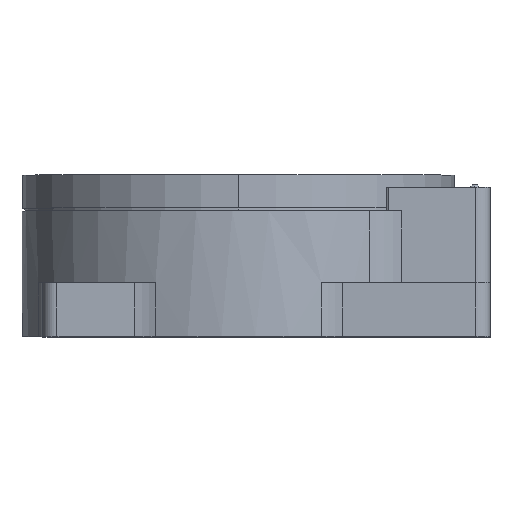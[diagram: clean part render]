
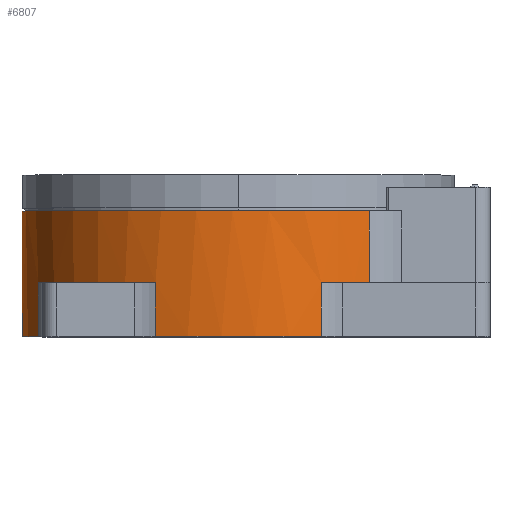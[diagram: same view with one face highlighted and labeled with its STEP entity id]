
A CAD part, top view. The second image highlights one B-rep face of the part: STEP entity #6807.
In plain terms, the highlighted cylindrical face has radius 120.5 mm (diameter 241 mm), a partial arc.
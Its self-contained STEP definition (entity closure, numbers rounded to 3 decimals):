
#200 = CARTESIAN_POINT ( 'NONE',  ( -111.292, 0., -46.198 ) ) ;
#529 = CARTESIAN_POINT ( 'NONE',  ( 0., 30., 0. ) ) ;
#1309 = CARTESIAN_POINT ( 'NONE',  ( -111.292, 30., 46.198 ) ) ;
#1407 = EDGE_LOOP ( 'NONE', ( #17464, #18383, #9189, #17105, #12185, #26508, #15146, #1899, #15779, #6619, #21379, #20091 ) ) ;
#1770 = EDGE_CURVE ( 'NONE', #3975, #6183, #2214, .T. ) ;
#1899 = ORIENTED_EDGE ( 'NONE', *, *, #20161, .T. ) ;
#2137 = VERTEX_POINT ( 'NONE', #27901 ) ;
#2214 = LINE ( 'NONE', #27322, #19238 ) ;
#2347 = DIRECTION ( 'NONE',  ( 0., -1., 0. ) ) ;
#2912 = AXIS2_PLACEMENT_3D ( 'NONE', #9822, #7960, #19465 ) ;
#3132 = DIRECTION ( 'NONE',  ( 0., 0., 1. ) ) ;
#3476 = AXIS2_PLACEMENT_3D ( 'NONE', #31724, #7134, #7439 ) ;
#3832 = CIRCLE ( 'NONE', #7989, 120.5 ) ;
#3934 = VECTOR ( 'NONE', #6651, 1000. ) ;
#3945 = CARTESIAN_POINT ( 'NONE',  ( -46.198, 30., 111.292 ) ) ;
#3969 = AXIS2_PLACEMENT_3D ( 'NONE', #16221, #23719, #19178 ) ;
#3975 = VERTEX_POINT ( 'NONE', #5702 ) ;
#4204 = LINE ( 'NONE', #16429, #3934 ) ;
#4545 = CYLINDRICAL_SURFACE ( 'NONE', #3476, 120.5 ) ;
#4644 = CARTESIAN_POINT ( 'NONE',  ( -111.292, 0., 46.198 ) ) ;
#4731 = EDGE_CURVE ( 'NONE', #28290, #24711, #23447, .T. ) ;
#5160 = DIRECTION ( 'NONE',  ( 0., 1., 0. ) ) ;
#5522 = CIRCLE ( 'NONE', #2912, 120.5 ) ;
#5640 = VERTEX_POINT ( 'NONE', #26350 ) ;
#5702 = CARTESIAN_POINT ( 'NONE',  ( 72.725, 70., 96.08 ) ) ;
#6183 = VERTEX_POINT ( 'NONE', #29371 ) ;
#6619 = ORIENTED_EDGE ( 'NONE', *, *, #7870, .F. ) ;
#6651 = DIRECTION ( 'NONE',  ( 0., -1., 0. ) ) ;
#6807 = ADVANCED_FACE ( 'NONE', ( #21822 ), #4545, .T. ) ;
#7134 = DIRECTION ( 'NONE',  ( 0., -1., 0. ) ) ;
#7439 = DIRECTION ( 'NONE',  ( 0., 0., -1. ) ) ;
#7609 = EDGE_CURVE ( 'NONE', #26389, #11706, #5522, .T. ) ;
#7706 = CARTESIAN_POINT ( 'NONE',  ( 0., 0., 0. ) ) ;
#7829 = AXIS2_PLACEMENT_3D ( 'NONE', #529, #10451, #3132 ) ;
#7870 = EDGE_CURVE ( 'NONE', #14434, #2137, #9087, .T. ) ;
#7960 = DIRECTION ( 'NONE',  ( 0., -1., 0. ) ) ;
#7989 = AXIS2_PLACEMENT_3D ( 'NONE', #7706, #10313, #24992 ) ;
#9087 = LINE ( 'NONE', #19564, #16977 ) ;
#9189 = ORIENTED_EDGE ( 'NONE', *, *, #4731, .F. ) ;
#9544 = DIRECTION ( 'NONE',  ( 0., -1., 0. ) ) ;
#9727 = VECTOR ( 'NONE', #18742, 1000. ) ;
#9753 = VERTEX_POINT ( 'NONE', #4644 ) ;
#9774 = DIRECTION ( 'NONE',  ( 0., -1., 0. ) ) ;
#9822 = CARTESIAN_POINT ( 'NONE',  ( 0., 30., 0. ) ) ;
#9922 = CARTESIAN_POINT ( 'NONE',  ( -111.292, 30., -46.198 ) ) ;
#10248 = CARTESIAN_POINT ( 'NONE',  ( 46.198, 30., 111.292 ) ) ;
#10313 = DIRECTION ( 'NONE',  ( 0., 1., 0. ) ) ;
#10451 = DIRECTION ( 'NONE',  ( 0., -1., 0. ) ) ;
#11706 = VERTEX_POINT ( 'NONE', #1309 ) ;
#12123 = EDGE_CURVE ( 'NONE', #5640, #3975, #18051, .T. ) ;
#12153 = AXIS2_PLACEMENT_3D ( 'NONE', #27446, #2347, #12436 ) ;
#12185 = ORIENTED_EDGE ( 'NONE', *, *, #29214, .T. ) ;
#12436 = DIRECTION ( 'NONE',  ( 0., 0., 1. ) ) ;
#12795 = CARTESIAN_POINT ( 'NONE',  ( 0., 0., 0. ) ) ;
#13318 = EDGE_CURVE ( 'NONE', #30898, #2137, #30040, .T. ) ;
#13389 = DIRECTION ( 'NONE',  ( 0., -1., 0. ) ) ;
#13549 = CARTESIAN_POINT ( 'NONE',  ( -46.198, 83., 111.292 ) ) ;
#14434 = VERTEX_POINT ( 'NONE', #10248 ) ;
#14502 = CARTESIAN_POINT ( 'NONE',  ( -46.198, 0., 111.292 ) ) ;
#15101 = DIRECTION ( 'NONE',  ( 0., 0., 1. ) ) ;
#15146 = ORIENTED_EDGE ( 'NONE', *, *, #7609, .F. ) ;
#15242 = VERTEX_POINT ( 'NONE', #200 ) ;
#15779 = ORIENTED_EDGE ( 'NONE', *, *, #13318, .T. ) ;
#16026 = LINE ( 'NONE', #13549, #21300 ) ;
#16119 = CARTESIAN_POINT ( 'NONE',  ( -111.292, 83., 46.198 ) ) ;
#16221 = CARTESIAN_POINT ( 'NONE',  ( 0., 70., 0. ) ) ;
#16429 = CARTESIAN_POINT ( 'NONE',  ( -111.292, 83., -46.198 ) ) ;
#16954 = VECTOR ( 'NONE', #9774, 1000. ) ;
#16977 = VECTOR ( 'NONE', #21826, 1000. ) ;
#17105 = ORIENTED_EDGE ( 'NONE', *, *, #24843, .T. ) ;
#17464 = ORIENTED_EDGE ( 'NONE', *, *, #12123, .F. ) ;
#18051 = CIRCLE ( 'NONE', #3969, 120.5 ) ;
#18383 = ORIENTED_EDGE ( 'NONE', *, *, #31028, .T. ) ;
#18742 = DIRECTION ( 'NONE',  ( 0., -1., 0. ) ) ;
#19178 = DIRECTION ( 'NONE',  ( 0., 0., 1. ) ) ;
#19238 = VECTOR ( 'NONE', #9544, 1000. ) ;
#19465 = DIRECTION ( 'NONE',  ( 0., 0., 1. ) ) ;
#19564 = CARTESIAN_POINT ( 'NONE',  ( 46.198, 83., 111.292 ) ) ;
#20091 = ORIENTED_EDGE ( 'NONE', *, *, #1770, .F. ) ;
#20161 = EDGE_CURVE ( 'NONE', #26389, #30898, #16026, .T. ) ;
#21300 = VECTOR ( 'NONE', #13389, 1000. ) ;
#21379 = ORIENTED_EDGE ( 'NONE', *, *, #29243, .F. ) ;
#21822 = FACE_OUTER_BOUND ( 'NONE', #1407, .T. ) ;
#21826 = DIRECTION ( 'NONE',  ( 0., -1., 0. ) ) ;
#23447 = CIRCLE ( 'NONE', #7829, 120.5 ) ;
#23719 = DIRECTION ( 'NONE',  ( 0., 1., 0. ) ) ;
#24073 = CARTESIAN_POINT ( 'NONE',  ( -48.028, 30., -110.515 ) ) ;
#24711 = VERTEX_POINT ( 'NONE', #24073 ) ;
#24843 = EDGE_CURVE ( 'NONE', #28290, #15242, #4204, .T. ) ;
#24992 = DIRECTION ( 'NONE',  ( 0., 0., 1. ) ) ;
#25892 = AXIS2_PLACEMENT_3D ( 'NONE', #12795, #5160, #15101 ) ;
#26209 = CIRCLE ( 'NONE', #12153, 120.5 ) ;
#26350 = CARTESIAN_POINT ( 'NONE',  ( -48.028, 70., -110.515 ) ) ;
#26389 = VERTEX_POINT ( 'NONE', #3945 ) ;
#26508 = ORIENTED_EDGE ( 'NONE', *, *, #32030, .F. ) ;
#27064 = LINE ( 'NONE', #31911, #16954 ) ;
#27322 = CARTESIAN_POINT ( 'NONE',  ( 72.725, 83., 96.08 ) ) ;
#27446 = CARTESIAN_POINT ( 'NONE',  ( 0., 30., 0. ) ) ;
#27901 = CARTESIAN_POINT ( 'NONE',  ( 46.198, 0., 111.292 ) ) ;
#28290 = VERTEX_POINT ( 'NONE', #9922 ) ;
#29214 = EDGE_CURVE ( 'NONE', #15242, #9753, #3832, .T. ) ;
#29243 = EDGE_CURVE ( 'NONE', #6183, #14434, #26209, .T. ) ;
#29371 = CARTESIAN_POINT ( 'NONE',  ( 72.725, 30., 96.08 ) ) ;
#30040 = CIRCLE ( 'NONE', #25892, 120.5 ) ;
#30898 = VERTEX_POINT ( 'NONE', #14502 ) ;
#31028 = EDGE_CURVE ( 'NONE', #5640, #24711, #27064, .T. ) ;
#31393 = LINE ( 'NONE', #16119, #9727 ) ;
#31724 = CARTESIAN_POINT ( 'NONE',  ( 0., 83., 0. ) ) ;
#31911 = CARTESIAN_POINT ( 'NONE',  ( -48.028, 83., -110.515 ) ) ;
#32030 = EDGE_CURVE ( 'NONE', #11706, #9753, #31393, .T. ) ;
